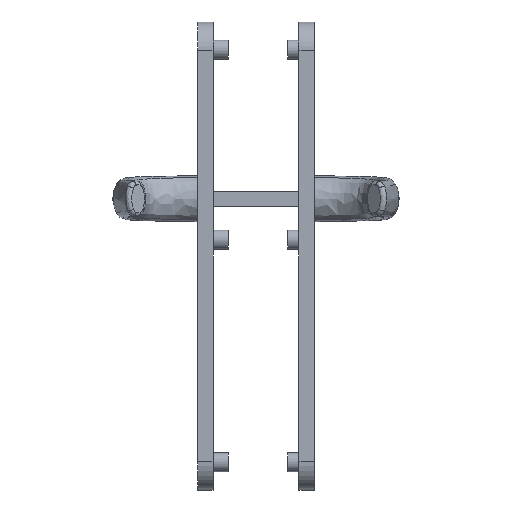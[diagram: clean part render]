
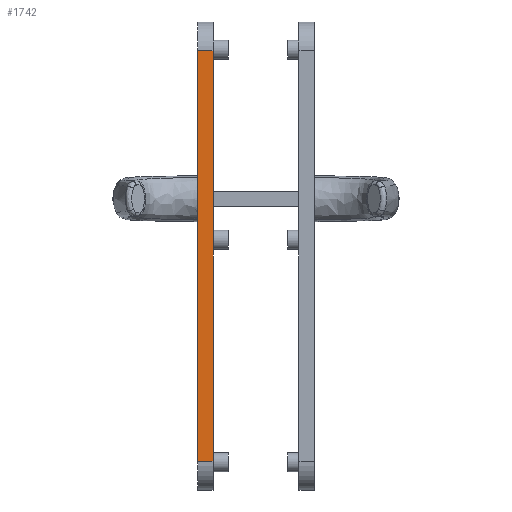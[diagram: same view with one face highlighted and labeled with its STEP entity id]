
A CAD part, left-side view. The second image highlights one B-rep face of the part: STEP entity #1742.
In plain terms, the highlighted planar face has unit normal (-1, 0, 0).
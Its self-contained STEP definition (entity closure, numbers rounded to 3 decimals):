
#339 = PLANE ( 'NONE',  #1598 ) ;
#446 = LINE ( 'NONE', #871, #1834 ) ;
#722 = CARTESIAN_POINT ( 'NONE',  ( -15., 0., 77.5 ) ) ;
#871 = CARTESIAN_POINT ( 'NONE',  ( -15., 0., 77.5 ) ) ;
#990 = EDGE_CURVE ( 'NONE', #5136, #6617, #6051, .T. ) ;
#1117 = ORIENTED_EDGE ( 'NONE', *, *, #990, .T. ) ;
#1545 = CARTESIAN_POINT ( 'NONE',  ( -15., 8., -30. ) ) ;
#1598 = AXIS2_PLACEMENT_3D ( 'NONE', #3080, #3111, #1921 ) ;
#1742 = ADVANCED_FACE ( 'NONE', ( #3675 ), #339, .T. ) ;
#1756 = LINE ( 'NONE', #6600, #5650 ) ;
#1834 = VECTOR ( 'NONE', #4747, 1000. ) ;
#1921 = DIRECTION ( 'NONE',  ( 0., 0., 1. ) ) ;
#2427 = LINE ( 'NONE', #1545, #5219 ) ;
#2448 = CARTESIAN_POINT ( 'NONE',  ( -15., 8., -137.5 ) ) ;
#2650 = DIRECTION ( 'NONE',  ( 0., 0., 1. ) ) ;
#2663 = DIRECTION ( 'NONE',  ( 0., -1., 0. ) ) ;
#2771 = VERTEX_POINT ( 'NONE', #2448 ) ;
#3080 = CARTESIAN_POINT ( 'NONE',  ( -15., 0., 77.5 ) ) ;
#3111 = DIRECTION ( 'NONE',  ( -1., 0., 0. ) ) ;
#3223 = CARTESIAN_POINT ( 'NONE',  ( -15., 0., 77.5 ) ) ;
#3619 = DIRECTION ( 'NONE',  ( 0., 0., 1. ) ) ;
#3675 = FACE_OUTER_BOUND ( 'NONE', #6187, .T. ) ;
#4026 = CARTESIAN_POINT ( 'NONE',  ( -15., 8., 77.5 ) ) ;
#4037 = ORIENTED_EDGE ( 'NONE', *, *, #4345, .T. ) ;
#4345 = EDGE_CURVE ( 'NONE', #2771, #5136, #1756, .T. ) ;
#4747 = DIRECTION ( 'NONE',  ( 0., -1., 0. ) ) ;
#5136 = VERTEX_POINT ( 'NONE', #6723 ) ;
#5219 = VECTOR ( 'NONE', #2650, 1000. ) ;
#5287 = EDGE_CURVE ( 'NONE', #6887, #6617, #446, .T. ) ;
#5494 = EDGE_CURVE ( 'NONE', #2771, #6887, #2427, .T. ) ;
#5650 = VECTOR ( 'NONE', #2663, 1000. ) ;
#5834 = ORIENTED_EDGE ( 'NONE', *, *, #5287, .F. ) ;
#6051 = LINE ( 'NONE', #722, #7195 ) ;
#6187 = EDGE_LOOP ( 'NONE', ( #1117, #5834, #6245, #4037 ) ) ;
#6245 = ORIENTED_EDGE ( 'NONE', *, *, #5494, .F. ) ;
#6600 = CARTESIAN_POINT ( 'NONE',  ( -15., 0., -137.5 ) ) ;
#6617 = VERTEX_POINT ( 'NONE', #3223 ) ;
#6723 = CARTESIAN_POINT ( 'NONE',  ( -15., 0., -137.5 ) ) ;
#6887 = VERTEX_POINT ( 'NONE', #4026 ) ;
#7195 = VECTOR ( 'NONE', #3619, 1000. ) ;
